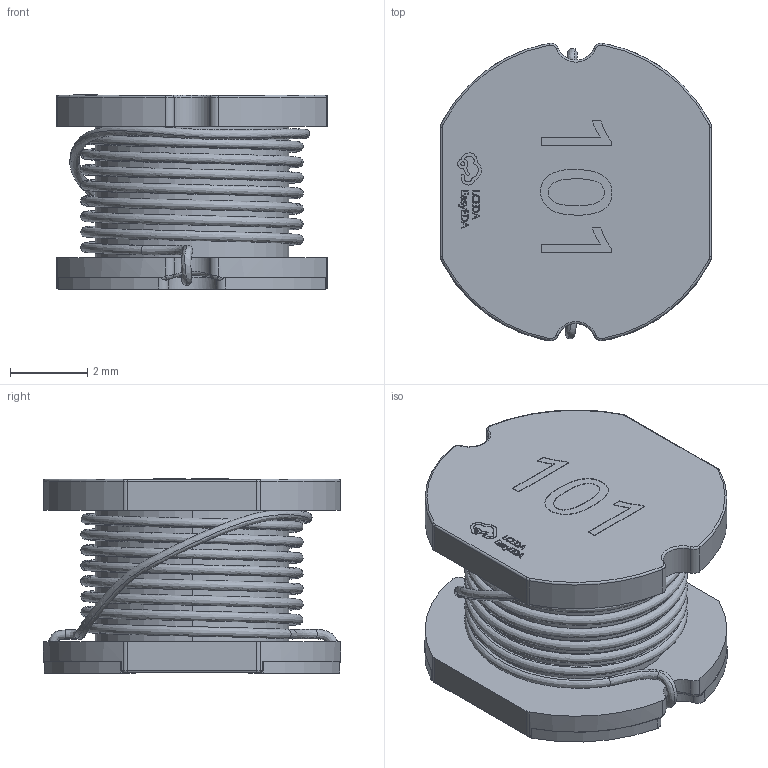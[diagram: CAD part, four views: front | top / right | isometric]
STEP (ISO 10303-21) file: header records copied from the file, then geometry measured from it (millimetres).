
FILE_DESCRIPTION (( 'STEP AP214' ), '1' );
FILE_NAME ('IND-SMD_L7.8-W7.0-H5.0-0.705.step', '2022-07-09T00:54:38', ( '' ), ( '' ), 'SwSTEP 2.0', 'SolidWorks 2020', '' );
FILE_SCHEMA (( 'AUTOMOTIVE_DESIGN' ));
Length unit declared in the file: millimetre
Products named in the file (1): IND-SMD_L7.8-W7.0-H5.0-0.705
Bounding box: 7 x 7.68 x 5.02 mm (x, y, z)
Volume: 146.4 mm3; surface area: 359 mm2
Topology: 1 solids, 1 shells, 424 faces, 1138 edges, 744 vertices
Faces by surface type: plane 209, bspline 146, cylinder 47, torus 22
Entity records: 23985 total; most frequent: CARTESIAN_POINT 9638, ORIENTED_EDGE 2276, DIRECTION 1508, EDGE_CURVE 1138, VERTEX_POINT 744, VECTOR 678, LINE 678, EDGE_LOOP 460
